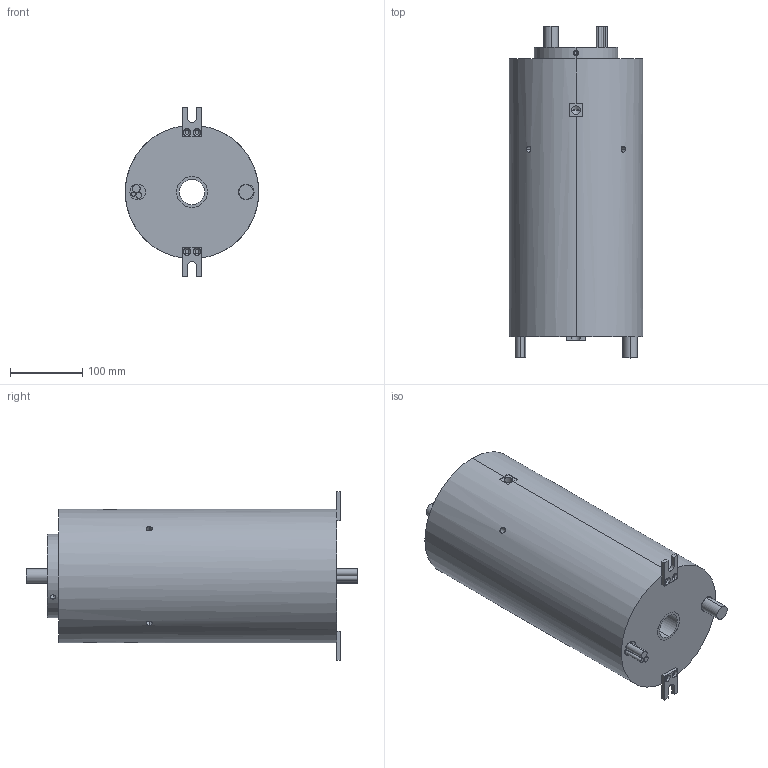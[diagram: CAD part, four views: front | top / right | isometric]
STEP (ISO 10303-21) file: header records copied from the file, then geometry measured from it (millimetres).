
FILE_DESCRIPTION (( 'STEP AP203' ), '1' );
FILE_NAME ('RX00731004--REPH300-P01300-P0100-P01610-S26-ID35.STEP', '2020-08-03T06:45:27', ( 'gongcheng1' ), ( '' ), 'SwSTEP 2.0', 'SolidWorks 2014', '' );
FILE_SCHEMA (( 'CONFIG_CONTROL_DESIGN' ));
Length unit declared in the file: millimetre
Products named in the file (1): RX00731004--REPH300-P01300-P0100-P01610-S26-ID35
Bounding box: 185 x 459.6 x 233 mm (x, y, z)
Volume: 10140046.1 mm3; surface area: 344316.2 mm2
Topology: 1 solids, 1 shells, 159 faces, 382 edges, 232 vertices
Faces by surface type: cylinder 71, plane 54, cone 34
Entity records: 5169 total; most frequent: CARTESIAN_POINT 1394, DIRECTION 810, ORIENTED_EDGE 724, EDGE_CURVE 362, AXIS2_PLACEMENT_3D 312, VERTEX_POINT 232, EDGE_LOOP 194, LINE 186
